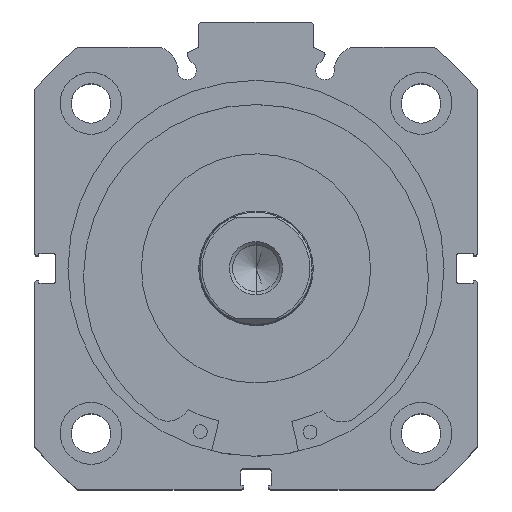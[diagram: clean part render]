
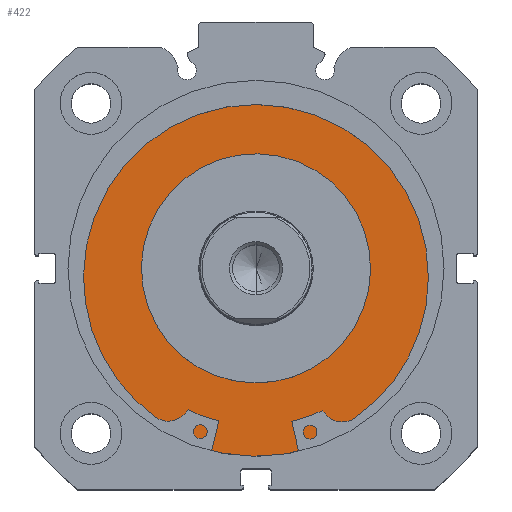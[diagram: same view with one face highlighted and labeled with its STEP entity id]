
A CAD part, top view. The second image highlights one B-rep face of the part: STEP entity #422.
In plain terms, the highlighted face is planar.
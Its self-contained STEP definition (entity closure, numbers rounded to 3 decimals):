
#304 = VERTEX_POINT ( 'NONE', #6244 ) ;
#305 = VERTEX_POINT ( 'NONE', #6199 ) ;
#422 = ADVANCED_FACE ( 'NONE', ( #6592, #6598 ), #1164, .F. ) ;
#741 = DIRECTION ( 'NONE',  ( 0., 0., -1. ) ) ;
#1162 = DIRECTION ( 'NONE',  ( 1., 0., 0. ) ) ;
#1164 = PLANE ( 'NONE',  #2175 ) ;
#1316 = CARTESIAN_POINT ( 'NONE',  ( 4., 41., 0. ) ) ;
#1752 = EDGE_LOOP ( 'NONE', ( #7231, #7265 ) ) ;
#1830 = EDGE_LOOP ( 'NONE', ( #7291, #7241 ) ) ;
#2175 = AXIS2_PLACEMENT_3D ( 'NONE', #1316, #1162, #741 ) ;
#2385 = AXIS2_PLACEMENT_3D ( 'NONE', #4350, #4349, #4352 ) ;
#2398 = AXIS2_PLACEMENT_3D ( 'NONE', #4871, #4875, #4869 ) ;
#2432 = AXIS2_PLACEMENT_3D ( 'NONE', #3207, #3208, #3209 ) ;
#2477 = AXIS2_PLACEMENT_3D ( 'NONE', #3463, #3471, #3472 ) ;
#3207 = CARTESIAN_POINT ( 'NONE',  ( 4., 0., 0. ) ) ;
#3208 = DIRECTION ( 'NONE',  ( -1., 0., 0. ) ) ;
#3209 = DIRECTION ( 'NONE',  ( 0., 0., 1. ) ) ;
#3463 = CARTESIAN_POINT ( 'NONE',  ( 4., 0., 0. ) ) ;
#3471 = DIRECTION ( 'NONE',  ( -1., 0., 0. ) ) ;
#3472 = DIRECTION ( 'NONE',  ( 0., 0., 1. ) ) ;
#3763 = CARTESIAN_POINT ( 'NONE',  ( 4., 0., 41. ) ) ;
#3779 = CARTESIAN_POINT ( 'NONE',  ( 4., 0., -41. ) ) ;
#4021 = CIRCLE ( 'NONE', #2477, 41. ) ;
#4349 = DIRECTION ( 'NONE',  ( -1., 0., 0. ) ) ;
#4350 = CARTESIAN_POINT ( 'NONE',  ( 4., 0., 0. ) ) ;
#4352 = DIRECTION ( 'NONE',  ( 0., 0., 1. ) ) ;
#4869 = DIRECTION ( 'NONE',  ( 0., 0., 1. ) ) ;
#4871 = CARTESIAN_POINT ( 'NONE',  ( 4., 0., 0. ) ) ;
#4875 = DIRECTION ( 'NONE',  ( -1., 0., 0. ) ) ;
#5182 = CIRCLE ( 'NONE', #2385, 25. ) ;
#5274 = CIRCLE ( 'NONE', #2398, 25. ) ;
#5372 = CIRCLE ( 'NONE', #2432, 41. ) ;
#5399 = EDGE_CURVE ( 'NONE', #305, #304, #5182, .T. ) ;
#5476 = EDGE_CURVE ( 'NONE', #304, #305, #5274, .T. ) ;
#5565 = EDGE_CURVE ( 'NONE', #6840, #6846, #5372, .T. ) ;
#5661 = EDGE_CURVE ( 'NONE', #6846, #6840, #4021, .T. ) ;
#6199 = CARTESIAN_POINT ( 'NONE',  ( 4., 0., -25. ) ) ;
#6244 = CARTESIAN_POINT ( 'NONE',  ( 4., 0., 25. ) ) ;
#6592 = FACE_BOUND ( 'NONE', #1830, .T. ) ;
#6598 = FACE_OUTER_BOUND ( 'NONE', #1752, .T. ) ;
#6840 = VERTEX_POINT ( 'NONE', #3763 ) ;
#6846 = VERTEX_POINT ( 'NONE', #3779 ) ;
#7231 = ORIENTED_EDGE ( 'NONE', *, *, #5565, .T. ) ;
#7241 = ORIENTED_EDGE ( 'NONE', *, *, #5399, .F. ) ;
#7265 = ORIENTED_EDGE ( 'NONE', *, *, #5661, .T. ) ;
#7291 = ORIENTED_EDGE ( 'NONE', *, *, #5476, .F. ) ;
